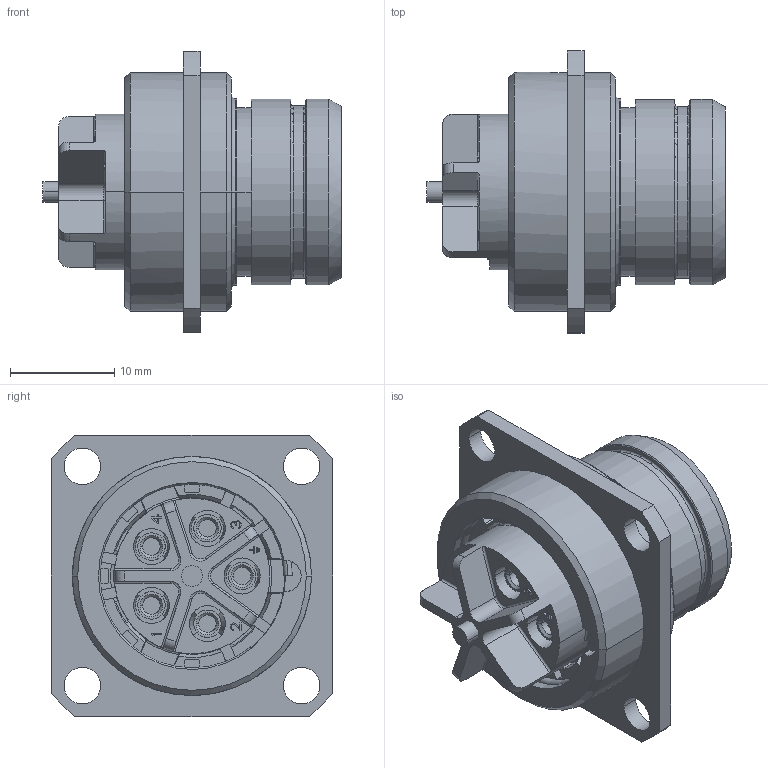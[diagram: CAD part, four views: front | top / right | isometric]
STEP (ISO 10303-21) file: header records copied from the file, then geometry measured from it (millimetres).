
FILE_DESCRIPTION((''),'2;1');
FILE_NAME('1331E295MS','2024-07-23T11:15:53',('paultorloting'),('NET AG system integration'),'CREO PARAMETRIC BY PTC INC, 2021404','CREO PARAMETRIC BY PTC INC, 2021404','');
FILE_SCHEMA(('AUTOMOTIVE_DESIGN { 1 0 10303 214 1 1 1 1 }'));
Length unit declared in the file: millimetre
Products named in the file (1): 1331E295MS
Bounding box: 28.55 x 27 x 27 mm (x, y, z)
Volume: 6468.6 mm3; surface area: 6573.2 mm2
Topology: 1 solids, 1 shells, 836 faces, 2233 edges, 1449 vertices
Faces by surface type: plane 478, cylinder 218, cone 88, torus 38, bspline 14
Entity records: 31329 total; most frequent: CARTESIAN_POINT 6243, ORIENTED_EDGE 4466, DIRECTION 4352, EDGE_CURVE 2233, AXIS2_PLACEMENT_3D 1458, VERTEX_POINT 1449, VECTOR 1433, LINE 1433
